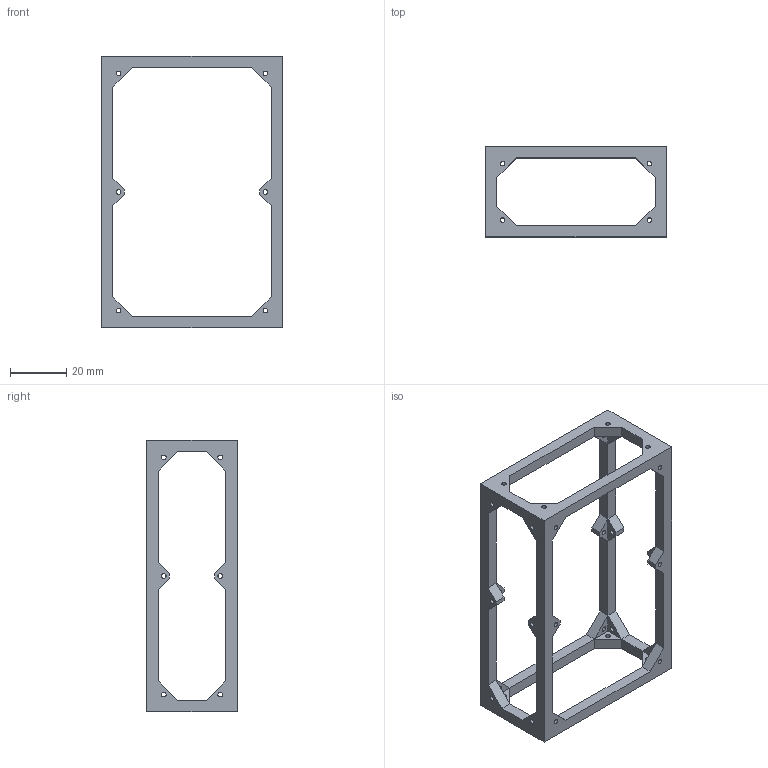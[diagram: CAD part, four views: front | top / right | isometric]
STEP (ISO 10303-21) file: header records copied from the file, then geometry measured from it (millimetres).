
FILE_DESCRIPTION(/* description */ (''),/* implementation_level */ '2;1');
FILE_NAME(/* name */ 'Cuboid_96x_64_32_4mm.step',/* time_stamp */ '2025-09-13T08:13:09-07:00',/* author */ (''),/* organization */ (''),/* preprocessor_version */ 'ST-DEVELOPER v20.1',/* originating_system */ 'Autodesk Translation Framework v14.17.0.0',/* authorisation */ '');
FILE_SCHEMA (('AUTOMOTIVE_DESIGN { 1 0 10303 214 3 1 1 }'));
Length unit declared in the file: millimetre
Products named in the file (1): Cuboid_96x_64_32_4mm
Bounding box: 64 x 32 x 96 mm (x, y, z)
Volume: 13950.1 mm3; surface area: 12875.9 mm2
Topology: 1 solids, 1 shells, 198 faces, 486 edges, 292 vertices
Faces by surface type: plane 124, bspline 42, cylinder 32
Full cylindrical faces by diameter (mm): 1.65 x32
Entity records: 5949 total; most frequent: CARTESIAN_POINT 1523, ORIENTED_EDGE 972, DIRECTION 780, EDGE_CURVE 486, LINE 338, VECTOR 338, VERTEX_POINT 292, EDGE_LOOP 274
